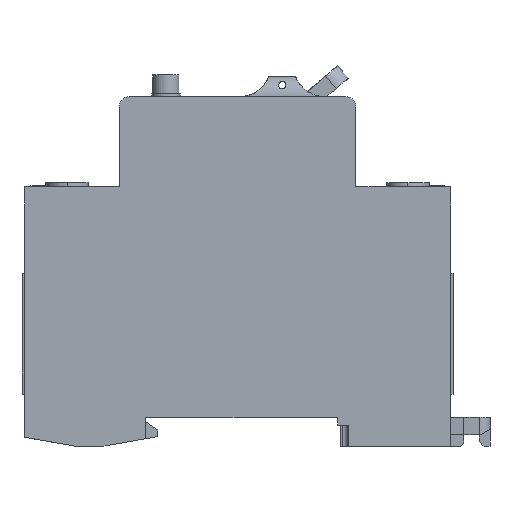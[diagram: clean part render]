
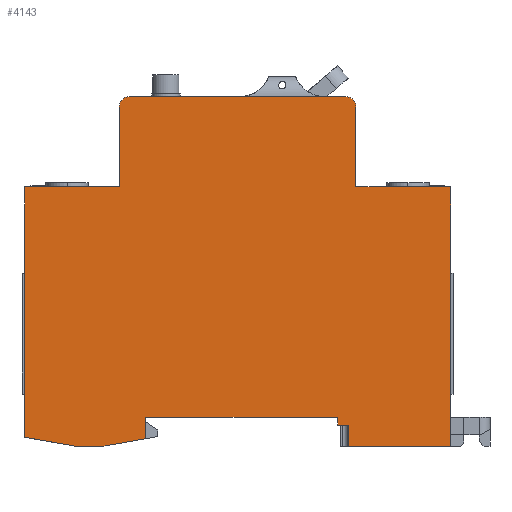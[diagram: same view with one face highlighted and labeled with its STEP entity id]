
A CAD part, left-side view. The second image highlights one B-rep face of the part: STEP entity #4143.
In plain terms, the highlighted planar face has unit normal (-1, 0, 0).
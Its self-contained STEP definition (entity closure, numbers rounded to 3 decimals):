
#2=DIRECTION('',(0.,1.,0.));
#3=VECTOR('',#2,16.008);
#4=CARTESIAN_POINT('',(-18.,-16.495,33.25));
#5=LINE('',#4,#3);
#6=DIRECTION('',(0.,-1.,0.));
#7=VECTOR('',#6,4.005);
#8=CARTESIAN_POINT('',(-18.,-16.495,33.25));
#9=LINE('',#8,#7);
#10=CARTESIAN_POINT('',(-18.,-20.5,31.25));
#11=DIRECTION('',(1.,0.,0.));
#12=DIRECTION('',(0.,0.,1.));
#13=AXIS2_PLACEMENT_3D('',#10,#11,#12);
#15=DIRECTION('',(0.,0.,-1.));
#16=VECTOR('',#15,15.2);
#17=CARTESIAN_POINT('',(-18.,-22.5,31.25));
#18=LINE('',#17,#16);
#19=DIRECTION('',(0.,-1.,0.));
#20=VECTOR('',#19,18.);
#21=CARTESIAN_POINT('',(-18.,-22.5,16.05));
#22=LINE('',#21,#20);
#23=DIRECTION('',(0.,0.,-1.));
#24=VECTOR('',#23,49.3);
#25=CARTESIAN_POINT('',(-18.,-40.5,16.05));
#26=LINE('',#25,#24);
#27=DIRECTION('',(0.,1.,0.));
#28=VECTOR('',#27,19.5);
#29=CARTESIAN_POINT('',(-18.,-40.5,-33.25));
#30=LINE('',#29,#28);
#31=DIRECTION('',(0.,1.,0.));
#32=VECTOR('',#31,2.);
#33=CARTESIAN_POINT('',(-18.,-21.,-29.25));
#34=LINE('',#33,#32);
#35=DIRECTION('',(0.,0.,-1.));
#36=VECTOR('',#35,1.5);
#37=CARTESIAN_POINT('',(-18.,-19.,-27.75));
#38=LINE('',#37,#36);
#39=DIRECTION('',(0.,0.985,-0.174));
#40=VECTOR('',#39,8.225);
#41=CARTESIAN_POINT('',(-18.,17.5,-31.822));
#42=LINE('',#41,#40);
#43=DIRECTION('',(0.,1.,0.));
#44=VECTOR('',#43,5.2);
#45=CARTESIAN_POINT('',(-18.,25.6,-33.25));
#46=LINE('',#45,#44);
#47=DIRECTION('',(0.,0.985,0.174));
#48=VECTOR('',#47,9.85);
#49=CARTESIAN_POINT('',(-18.,30.8,-33.25));
#50=LINE('',#49,#48);
#51=DIRECTION('',(0.,0.,1.));
#52=VECTOR('',#51,47.59);
#53=CARTESIAN_POINT('',(-18.,40.5,-31.54));
#54=LINE('',#53,#52);
#55=DIRECTION('',(0.,-1.,0.));
#56=VECTOR('',#55,18.);
#57=CARTESIAN_POINT('',(-18.,40.5,16.05));
#58=LINE('',#57,#56);
#59=DIRECTION('',(0.,0.,1.));
#60=VECTOR('',#59,15.2);
#61=CARTESIAN_POINT('',(-18.,22.5,16.05));
#62=LINE('',#61,#60);
#63=CARTESIAN_POINT('',(-18.,20.5,31.25));
#64=DIRECTION('',(1.,0.,0.));
#65=DIRECTION('',(0.,1.,0.));
#66=AXIS2_PLACEMENT_3D('',#63,#64,#65);
#68=DIRECTION('',(0.,-1.,0.));
#69=VECTOR('',#68,20.987);
#70=CARTESIAN_POINT('',(-18.,20.5,33.25));
#71=LINE('',#70,#69);
#1298=DIRECTION('',(0.,-1.,0.));
#1299=VECTOR('',#1298,36.5);
#1300=CARTESIAN_POINT('',(-18.,17.5,-27.75));
#1301=LINE('',#1300,#1299);
#1350=DIRECTION('',(0.,0.,-1.));
#1351=VECTOR('',#1350,4.);
#1352=CARTESIAN_POINT('',(-18.,-21.,-29.25));
#1353=LINE('',#1352,#1351);
#2607=DIRECTION('',(0.,0.,1.));
#2608=VECTOR('',#2607,4.072);
#2609=CARTESIAN_POINT('',(-18.,17.5,-31.822));
#2610=LINE('',#2609,#2608);
#3124=CARTESIAN_POINT('',(-18.,40.5,16.05));
#3125=CARTESIAN_POINT('',(-18.,22.5,16.05));
#3126=VERTEX_POINT('',#3124);
#3127=VERTEX_POINT('',#3125);
#3128=CARTESIAN_POINT('',(-18.,22.5,31.25));
#3129=VERTEX_POINT('',#3128);
#3130=CARTESIAN_POINT('',(-18.,20.5,33.25));
#3131=VERTEX_POINT('',#3130);
#3132=CARTESIAN_POINT('',(-18.,-20.5,33.25));
#3133=CARTESIAN_POINT('',(-18.,-22.5,31.25));
#3134=VERTEX_POINT('',#3132);
#3135=VERTEX_POINT('',#3133);
#3136=CARTESIAN_POINT('',(-18.,-22.5,16.05));
#3137=VERTEX_POINT('',#3136);
#3138=CARTESIAN_POINT('',(-18.,-40.5,16.05));
#3139=VERTEX_POINT('',#3138);
#3140=CARTESIAN_POINT('',(-18.,-40.5,-33.25));
#3141=VERTEX_POINT('',#3140);
#3142=CARTESIAN_POINT('',(-18.,25.6,-33.25));
#3143=CARTESIAN_POINT('',(-18.,30.8,-33.25));
#3144=VERTEX_POINT('',#3142);
#3145=VERTEX_POINT('',#3143);
#3146=CARTESIAN_POINT('',(-18.,40.5,-31.54));
#3147=VERTEX_POINT('',#3146);
#3376=CARTESIAN_POINT('',(-18.,17.5,-31.822));
#3377=VERTEX_POINT('',#3376);
#3378=CARTESIAN_POINT('',(-18.,17.5,-27.75));
#3379=VERTEX_POINT('',#3378);
#3380=CARTESIAN_POINT('',(-18.,-19.,-27.75));
#3381=CARTESIAN_POINT('',(-18.,-19.,-29.25));
#3382=VERTEX_POINT('',#3380);
#3383=VERTEX_POINT('',#3381);
#3388=CARTESIAN_POINT('',(-18.,-21.,-33.25));
#3389=VERTEX_POINT('',#3388);
#3390=CARTESIAN_POINT('',(-18.,-21.,-29.25));
#3391=VERTEX_POINT('',#3390);
#3532=CARTESIAN_POINT('',(-18.,-16.495,33.25));
#3533=CARTESIAN_POINT('',(-18.,-0.487,33.25));
#3534=VERTEX_POINT('',#3532);
#3535=VERTEX_POINT('',#3533);
#4096=CARTESIAN_POINT('',(-18.,0.,0.));
#4097=DIRECTION('',(1.,0.,0.));
#4098=DIRECTION('',(0.,0.,-1.));
#4099=AXIS2_PLACEMENT_3D('',#4096,#4097,#4098);
#4100=PLANE('',#4099);
#4102=ORIENTED_EDGE('',*,*,#4101,.F.);
#4104=ORIENTED_EDGE('',*,*,#4103,.T.);
#4106=ORIENTED_EDGE('',*,*,#4105,.T.);
#4108=ORIENTED_EDGE('',*,*,#4107,.T.);
#4110=ORIENTED_EDGE('',*,*,#4109,.T.);
#4112=ORIENTED_EDGE('',*,*,#4111,.T.);
#4114=ORIENTED_EDGE('',*,*,#4113,.T.);
#4116=ORIENTED_EDGE('',*,*,#4115,.F.);
#4118=ORIENTED_EDGE('',*,*,#4117,.T.);
#4120=ORIENTED_EDGE('',*,*,#4119,.F.);
#4122=ORIENTED_EDGE('',*,*,#4121,.F.);
#4124=ORIENTED_EDGE('',*,*,#4123,.F.);
#4126=ORIENTED_EDGE('',*,*,#4125,.T.);
#4128=ORIENTED_EDGE('',*,*,#4127,.T.);
#4130=ORIENTED_EDGE('',*,*,#4129,.T.);
#4132=ORIENTED_EDGE('',*,*,#4131,.T.);
#4134=ORIENTED_EDGE('',*,*,#4133,.T.);
#4136=ORIENTED_EDGE('',*,*,#4135,.T.);
#4138=ORIENTED_EDGE('',*,*,#4137,.T.);
#4140=ORIENTED_EDGE('',*,*,#4139,.T.);
#4141=EDGE_LOOP('',(#4102,#4104,#4106,#4108,#4110,#4112,#4114,#4116,#4118,#4120,
#4122,#4124,#4126,#4128,#4130,#4132,#4134,#4136,#4138,#4140));
#4142=FACE_OUTER_BOUND('',#4141,.F.);
#4143=ADVANCED_FACE('',(#4142),#4100,.F.);
#14=CIRCLE('',#13,2.);
#67=CIRCLE('',#66,2.);
#4101=EDGE_CURVE('',#3534,#3535,#5,.T.);
#4103=EDGE_CURVE('',#3534,#3134,#9,.T.);
#4105=EDGE_CURVE('',#3134,#3135,#14,.T.);
#4107=EDGE_CURVE('',#3135,#3137,#18,.T.);
#4109=EDGE_CURVE('',#3137,#3139,#22,.T.);
#4111=EDGE_CURVE('',#3139,#3141,#26,.T.);
#4113=EDGE_CURVE('',#3141,#3389,#30,.T.);
#4115=EDGE_CURVE('',#3391,#3389,#1353,.T.);
#4117=EDGE_CURVE('',#3391,#3383,#34,.T.);
#4119=EDGE_CURVE('',#3382,#3383,#38,.T.);
#4121=EDGE_CURVE('',#3379,#3382,#1301,.T.);
#4123=EDGE_CURVE('',#3377,#3379,#2610,.T.);
#4125=EDGE_CURVE('',#3377,#3144,#42,.T.);
#4127=EDGE_CURVE('',#3144,#3145,#46,.T.);
#4129=EDGE_CURVE('',#3145,#3147,#50,.T.);
#4131=EDGE_CURVE('',#3147,#3126,#54,.T.);
#4133=EDGE_CURVE('',#3126,#3127,#58,.T.);
#4135=EDGE_CURVE('',#3127,#3129,#62,.T.);
#4137=EDGE_CURVE('',#3129,#3131,#67,.T.);
#4139=EDGE_CURVE('',#3131,#3535,#71,.T.);
